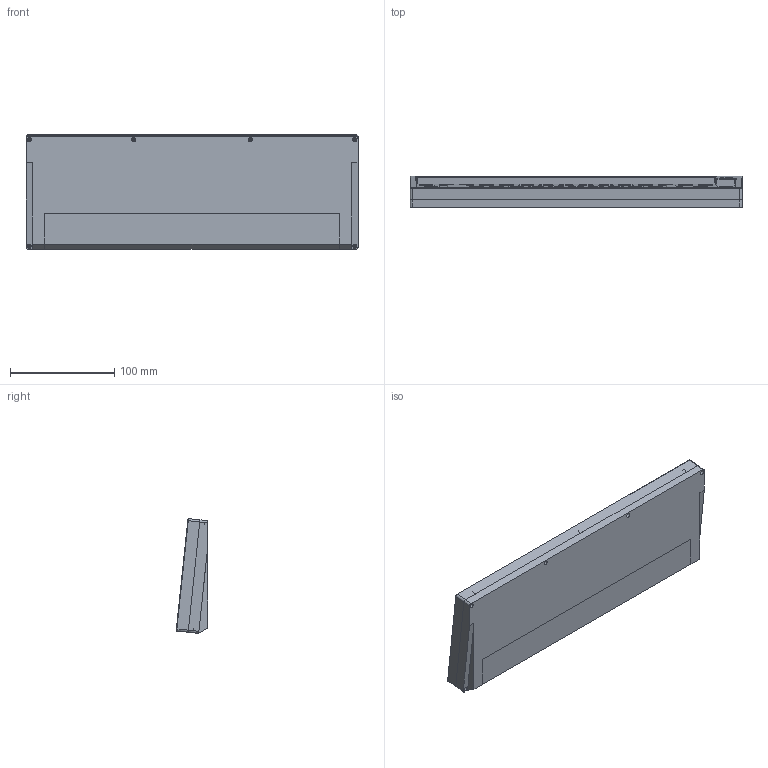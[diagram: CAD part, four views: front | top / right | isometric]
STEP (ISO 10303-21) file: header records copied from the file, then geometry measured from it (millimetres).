
FILE_DESCRIPTION(/* description */ (''),/* implementation_level */ '2;1');
FILE_NAME(/* name */ 'design v48.step',/* time_stamp */ '2020-02-27T10:22:49+00:00',/* author */ (''),/* organization */ (''),/* preprocessor_version */ 'ST-DEVELOPER v18',/* originating_system */ 'Autodesk Translation Framework v8.12.0.6',/* authorisation */ '');
FILE_SCHEMA (('AUTOMOTIVE_DESIGN { 1 0 10303 214 3 1 1 }'));
Length unit declared in the file: millimetre
Products named in the file (1): design
Bounding box: 317.75 x 30.15 x 109.81 mm (x, y, z)
Volume: 319253.9 mm3; surface area: 178595.1 mm2
Topology: 4 solids, 4 shells, 664 faces, 1862 edges, 1231 vertices
Faces by surface type: plane 465, cylinder 153, cone 23, bspline 23
Full cylindrical faces by diameter (mm): 1.623 x15, 2 x15, 3.332 x3, 4 x11
Entity records: 21838 total; most frequent: CARTESIAN_POINT 4142, ORIENTED_EDGE 3718, DIRECTION 3441, EDGE_CURVE 1859, LINE 1469, VECTOR 1469, VERTEX_POINT 1231, AXIS2_PLACEMENT_3D 986
